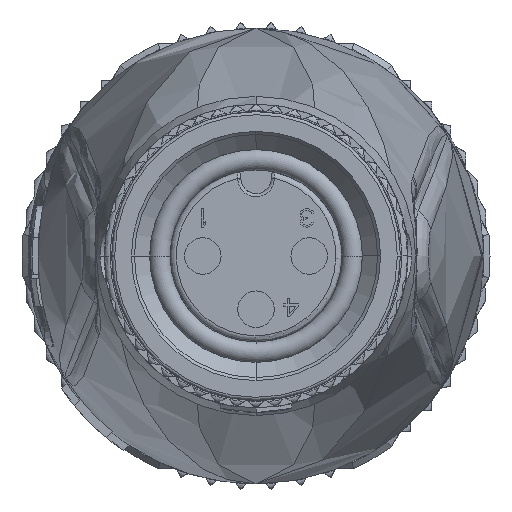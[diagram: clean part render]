
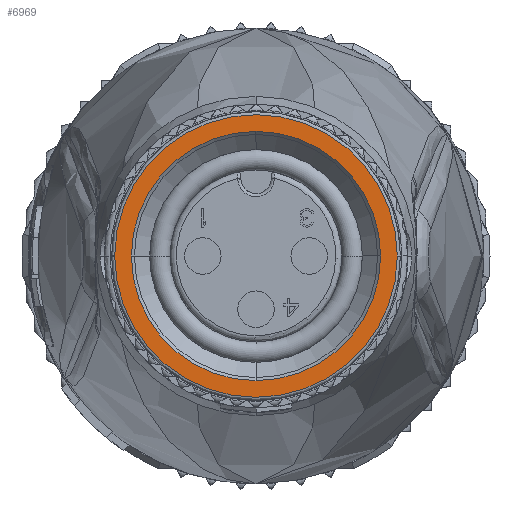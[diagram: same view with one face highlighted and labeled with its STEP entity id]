
A CAD part, front view. The second image highlights one B-rep face of the part: STEP entity #6969.
In plain terms, the highlighted planar face has unit normal (0, -1, 0).
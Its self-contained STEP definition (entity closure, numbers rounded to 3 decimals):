
#6969=ADVANCED_FACE('',(#15113,#15114),#15115,.T.);
#6987=EDGE_CURVE('',#15142,#15139,#15143,.T.);
#6991=EDGE_CURVE('',#15139,#15148,#15149,.T.);
#6999=EDGE_CURVE('',#15161,#15162,#15163,.T.);
#7005=EDGE_CURVE('',#15171,#15172,#15173,.T.);
#9111=EDGE_CURVE('',#15172,#15161,#17937,.T.);
#9113=EDGE_CURVE('',#15162,#15171,#17939,.T.);
#9123=EDGE_CURVE('',#17950,#15142,#17951,.T.);
#9125=EDGE_CURVE('',#15148,#17950,#17953,.T.);
#15113=FACE_OUTER_BOUND('',#67821,.T.);
#15114=FACE_BOUND('',#67822,.T.);
#15115=PLANE('',#67823);
#15139=VERTEX_POINT('',#67851);
#15142=VERTEX_POINT('',#67856);
#15143=CIRCLE('',#67857,4.1);
#15148=VERTEX_POINT('',#67864);
#15149=CIRCLE('',#67865,4.1);
#15161=VERTEX_POINT('',#67881);
#15162=VERTEX_POINT('',#67882);
#15163=CIRCLE('',#67883,4.65);
#15171=VERTEX_POINT('',#67894);
#15172=VERTEX_POINT('',#67895);
#15173=CIRCLE('',#67896,4.65);
#17937=CIRCLE('',#74588,4.65);
#17939=CIRCLE('',#74591,4.65);
#17950=VERTEX_POINT('',#74609);
#17951=CIRCLE('',#74610,4.1);
#17953=CIRCLE('',#74613,4.1);
#67821=EDGE_LOOP('',(#98362,#98363,#98364,#98365));
#67822=EDGE_LOOP('',(#98366,#98367,#98368,#98369));
#67823=AXIS2_PLACEMENT_3D('',#98370,#98371,#98372);
#67851=CARTESIAN_POINT('',(4.1,-8.5,0.0));
#67856=CARTESIAN_POINT('',(0.,-8.5,4.1));
#67857=AXIS2_PLACEMENT_3D('',#98420,#98421,#98422);
#67864=CARTESIAN_POINT('',(0.,-8.5,-4.1));
#67865=AXIS2_PLACEMENT_3D('',#98426,#98427,#98428);
#67881=CARTESIAN_POINT('',(4.65,-8.5,0.0));
#67882=CARTESIAN_POINT('',(-4.65,-8.5,0.024));
#67883=AXIS2_PLACEMENT_3D('',#98438,#98439,#98440);
#67894=CARTESIAN_POINT('',(-4.65,-8.5,0.0));
#67895=CARTESIAN_POINT('',(4.65,-8.5,-0.024));
#67896=AXIS2_PLACEMENT_3D('',#98447,#98448,#98449);
#74588=AXIS2_PLACEMENT_3D('',#99970,#99971,#99972);
#74591=AXIS2_PLACEMENT_3D('',#99973,#99974,#99975);
#74609=CARTESIAN_POINT('',(-4.1,-8.5,0.0));
#74610=AXIS2_PLACEMENT_3D('',#99984,#99985,#99986);
#74613=AXIS2_PLACEMENT_3D('',#99987,#99988,#99989);
#98362=ORIENTED_EDGE('',*,*,#6999,.T.);
#98363=ORIENTED_EDGE('',*,*,#9113,.T.);
#98364=ORIENTED_EDGE('',*,*,#7005,.T.);
#98365=ORIENTED_EDGE('',*,*,#9111,.T.);
#98366=ORIENTED_EDGE('',*,*,#9123,.T.);
#98367=ORIENTED_EDGE('',*,*,#6987,.T.);
#98368=ORIENTED_EDGE('',*,*,#6991,.T.);
#98369=ORIENTED_EDGE('',*,*,#9125,.T.);
#98370=CARTESIAN_POINT('',(0.0,-8.5,0.0));
#98371=DIRECTION('',(0.0,-1.0,0.0));
#98372=DIRECTION('',(0.0,0.0,-1.0));
#98420=CARTESIAN_POINT('',(0.0,-8.5,0.0));
#98421=DIRECTION('',(0.0,1.0,0.0));
#98422=DIRECTION('',(-1.0,0.0,0.0));
#98426=CARTESIAN_POINT('',(0.0,-8.5,0.0));
#98427=DIRECTION('',(-0.0,1.0,0.0));
#98428=DIRECTION('',(1.0,0.0,0.0));
#98438=CARTESIAN_POINT('',(0.0,-8.5,0.0));
#98439=DIRECTION('',(0.0,-1.0,0.0));
#98440=DIRECTION('',(1.0,0.0,0.0));
#98447=CARTESIAN_POINT('',(0.0,-8.5,0.0));
#98448=DIRECTION('',(0.0,-1.0,0.0));
#98449=DIRECTION('',(-1.0,0.0,0.0));
#99970=CARTESIAN_POINT('',(0.0,-8.5,0.0));
#99971=DIRECTION('',(0.0,-1.0,0.0));
#99972=DIRECTION('',(-1.0,0.0,0.0));
#99973=CARTESIAN_POINT('',(0.0,-8.5,0.0));
#99974=DIRECTION('',(0.0,-1.0,0.0));
#99975=DIRECTION('',(1.0,0.0,0.0));
#99984=CARTESIAN_POINT('',(0.0,-8.5,0.0));
#99985=DIRECTION('',(0.0,1.0,0.0));
#99986=DIRECTION('',(-1.0,0.0,0.0));
#99987=CARTESIAN_POINT('',(0.0,-8.5,0.0));
#99988=DIRECTION('',(-0.0,1.0,0.0));
#99989=DIRECTION('',(1.0,0.0,0.0));
